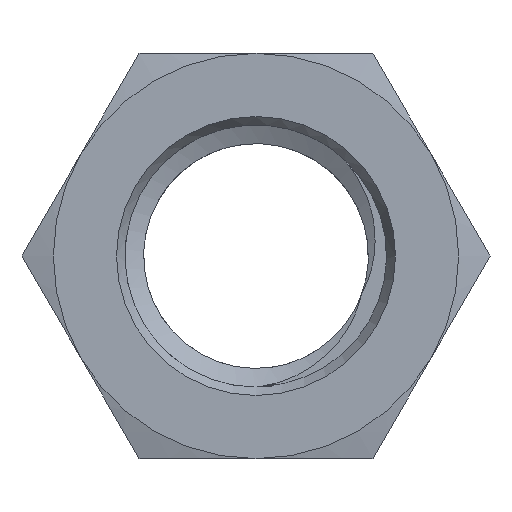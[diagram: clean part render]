
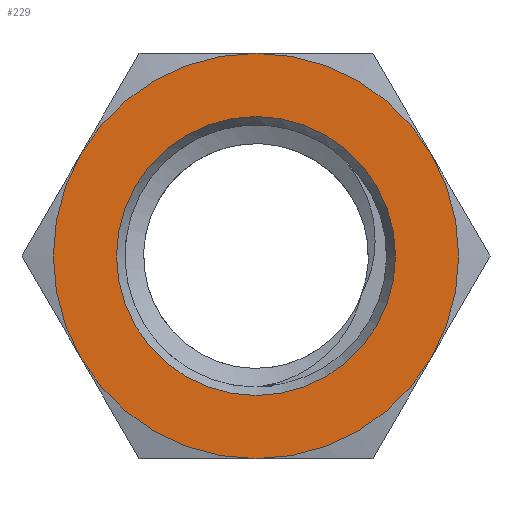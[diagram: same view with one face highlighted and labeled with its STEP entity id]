
A CAD part, front view. The second image highlights one B-rep face of the part: STEP entity #229.
In plain terms, the highlighted planar face has unit normal (0, -1, 0).
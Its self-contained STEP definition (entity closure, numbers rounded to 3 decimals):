
#46 = CARTESIAN_POINT ( 'NONE',  ( 0., 0., 0. ) ) ;
#132 = CIRCLE ( 'NONE', #183, 2.705 ) ;
#134 = ORIENTED_EDGE ( 'NONE', *, *, #892, .T. ) ;
#140 = DIRECTION ( 'NONE',  ( 0., -1., 0. ) ) ;
#149 = CARTESIAN_POINT ( 'NONE',  ( 2.343, 0., 1.353 ) ) ;
#174 = VERTEX_POINT ( 'NONE', #455 ) ;
#183 = AXIS2_PLACEMENT_3D ( 'NONE', #812, #242, #391 ) ;
#214 = DIRECTION ( 'NONE',  ( 0., -1., 0. ) ) ;
#229 = ADVANCED_FACE ( 'NONE', ( #595, #498 ), #683, .T. ) ;
#230 = AXIS2_PLACEMENT_3D ( 'NONE', #572, #482, #1089 ) ;
#233 = CIRCLE ( 'NONE', #538, 2.705 ) ;
#237 = CIRCLE ( 'NONE', #846, 2.705 ) ;
#242 = DIRECTION ( 'NONE',  ( 0., -1., 0. ) ) ;
#281 = CARTESIAN_POINT ( 'NONE',  ( -2.343, 0., -1.353 ) ) ;
#308 = DIRECTION ( 'NONE',  ( 0., 0., -1. ) ) ;
#347 = CIRCLE ( 'NONE', #230, 2.705 ) ;
#352 = AXIS2_PLACEMENT_3D ( 'NONE', #750, #214, #308 ) ;
#358 = VERTEX_POINT ( 'NONE', #549 ) ;
#391 = DIRECTION ( 'NONE',  ( 0., 0., -1. ) ) ;
#393 = CARTESIAN_POINT ( 'NONE',  ( 0., 0., 0. ) ) ;
#399 = DIRECTION ( 'NONE',  ( 0., 0., -1. ) ) ;
#404 = CARTESIAN_POINT ( 'NONE',  ( 0., 0., -1.861 ) ) ;
#407 = EDGE_CURVE ( 'NONE', #860, #594, #347, .T. ) ;
#409 = CARTESIAN_POINT ( 'NONE',  ( 0., 0., 0. ) ) ;
#428 = ORIENTED_EDGE ( 'NONE', *, *, #1038, .F. ) ;
#455 = CARTESIAN_POINT ( 'NONE',  ( 2.343, 0., -1.353 ) ) ;
#464 = ORIENTED_EDGE ( 'NONE', *, *, #407, .T. ) ;
#467 = EDGE_LOOP ( 'NONE', ( #428 ) ) ;
#473 = DIRECTION ( 'NONE',  ( 0., 0., -1. ) ) ;
#479 = DIRECTION ( 'NONE',  ( 0., 0., -1. ) ) ;
#482 = DIRECTION ( 'NONE',  ( 0., -1., 0. ) ) ;
#485 = DIRECTION ( 'NONE',  ( 0., -1., 0. ) ) ;
#494 = AXIS2_PLACEMENT_3D ( 'NONE', #393, #1057, #550 ) ;
#498 = FACE_BOUND ( 'NONE', #467, .T. ) ;
#501 = CARTESIAN_POINT ( 'NONE',  ( 0., 0., 2.705 ) ) ;
#508 = CIRCLE ( 'NONE', #352, 1.861 ) ;
#538 = AXIS2_PLACEMENT_3D ( 'NONE', #46, #485, #473 ) ;
#549 = CARTESIAN_POINT ( 'NONE',  ( -2.343, 0., 1.353 ) ) ;
#550 = DIRECTION ( 'NONE',  ( 0., 0., -1. ) ) ;
#559 = VERTEX_POINT ( 'NONE', #404 ) ;
#572 = CARTESIAN_POINT ( 'NONE',  ( 0., 0., 0. ) ) ;
#578 = VERTEX_POINT ( 'NONE', #1030 ) ;
#587 = EDGE_LOOP ( 'NONE', ( #948, #775, #464, #761, #134, #905 ) ) ;
#594 = VERTEX_POINT ( 'NONE', #501 ) ;
#595 = FACE_OUTER_BOUND ( 'NONE', #587, .T. ) ;
#643 = DIRECTION ( 'NONE',  ( 0., 0., -1. ) ) ;
#658 = DIRECTION ( 'NONE',  ( 0., -1., 0. ) ) ;
#667 = CARTESIAN_POINT ( 'NONE',  ( 1.75, 0., 0. ) ) ;
#683 = PLANE ( 'NONE',  #931 ) ;
#738 = EDGE_CURVE ( 'NONE', #594, #358, #979, .T. ) ;
#749 = EDGE_CURVE ( 'NONE', #959, #578, #233, .T. ) ;
#750 = CARTESIAN_POINT ( 'NONE',  ( 0., 0., 0. ) ) ;
#761 = ORIENTED_EDGE ( 'NONE', *, *, #738, .T. ) ;
#775 = ORIENTED_EDGE ( 'NONE', *, *, #1021, .T. ) ;
#812 = CARTESIAN_POINT ( 'NONE',  ( 0., 0., 0. ) ) ;
#846 = AXIS2_PLACEMENT_3D ( 'NONE', #409, #658, #399 ) ;
#853 = EDGE_CURVE ( 'NONE', #578, #174, #237, .T. ) ;
#860 = VERTEX_POINT ( 'NONE', #149 ) ;
#892 = EDGE_CURVE ( 'NONE', #358, #959, #1018, .T. ) ;
#905 = ORIENTED_EDGE ( 'NONE', *, *, #749, .T. ) ;
#931 = AXIS2_PLACEMENT_3D ( 'NONE', #667, #1053, #479 ) ;
#940 = AXIS2_PLACEMENT_3D ( 'NONE', #973, #140, #643 ) ;
#948 = ORIENTED_EDGE ( 'NONE', *, *, #853, .T. ) ;
#959 = VERTEX_POINT ( 'NONE', #281 ) ;
#973 = CARTESIAN_POINT ( 'NONE',  ( 0., 0., 0. ) ) ;
#979 = CIRCLE ( 'NONE', #494, 2.705 ) ;
#1018 = CIRCLE ( 'NONE', #940, 2.705 ) ;
#1021 = EDGE_CURVE ( 'NONE', #174, #860, #132, .T. ) ;
#1030 = CARTESIAN_POINT ( 'NONE',  ( 0., 0., -2.705 ) ) ;
#1038 = EDGE_CURVE ( 'NONE', #559, #559, #508, .T. ) ;
#1053 = DIRECTION ( 'NONE',  ( 0., -1., 0. ) ) ;
#1057 = DIRECTION ( 'NONE',  ( 0., -1., 0. ) ) ;
#1089 = DIRECTION ( 'NONE',  ( 0., 0., -1. ) ) ;
